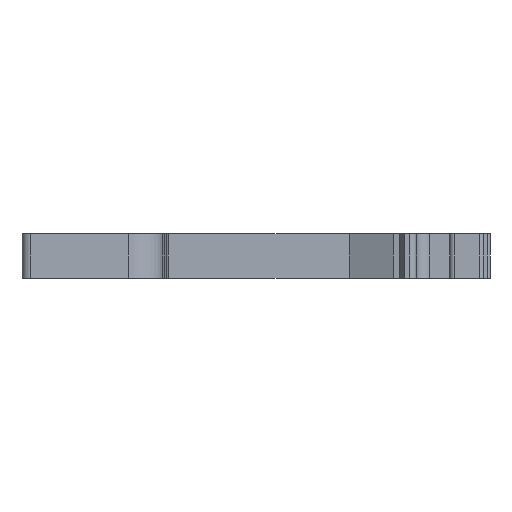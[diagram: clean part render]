
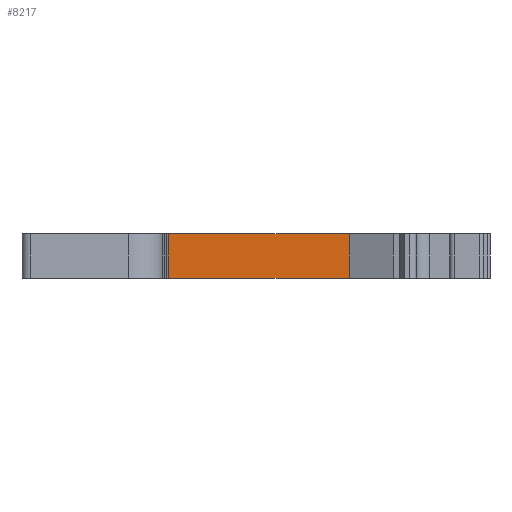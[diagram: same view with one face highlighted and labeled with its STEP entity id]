
A CAD part, front view. The second image highlights one B-rep face of the part: STEP entity #8217.
In plain terms, the highlighted planar face has unit normal (0, -1, 0).
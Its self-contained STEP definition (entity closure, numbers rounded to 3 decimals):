
#1062=ORIENTED_EDGE('',*,*,#3115,.F.);
#1063=ORIENTED_EDGE('',*,*,#3206,.F.);
#1064=ORIENTED_EDGE('',*,*,#3358,.T.);
#1065=ORIENTED_EDGE('',*,*,#3387,.F.);
#3115=EDGE_CURVE('',#4349,#4350,#5167,.T.);
#3206=EDGE_CURVE('',#4437,#4349,#5223,.T.);
#3358=EDGE_CURVE('',#4437,#4549,#5341,.T.);
#3387=EDGE_CURVE('',#4350,#4549,#5364,.T.);
#4349=VERTEX_POINT('',#12053);
#4350=VERTEX_POINT('',#12055);
#4437=VERTEX_POINT('',#12235);
#4549=VERTEX_POINT('',#12534);
#5167=LINE('',#12054,#6125);
#5223=LINE('',#12234,#6181);
#5341=LINE('',#12535,#6299);
#5364=LINE('',#12593,#6322);
#6125=VECTOR('',#9555,1000.);
#6181=VECTOR('',#9685,1000.);
#6299=VECTOR('',#9943,1000.);
#6322=VECTOR('',#10010,1000.);
#7022=EDGE_LOOP('',(#1062,#1063,#1064,#1065));
#7468=FACE_BOUND('',#7022,.T.);
#7896=PLANE('',#8782);
#8217=ADVANCED_FACE('',(#7468),#7896,.T.);
#8782=AXIS2_PLACEMENT_3D('',#12592,#10008,#10009);
#9555=DIRECTION('',(-1.,0.,0.));
#9685=DIRECTION('',(0.,0.,-1.));
#9943=DIRECTION('',(-1.,0.,0.));
#10008=DIRECTION('',(0.,-1.,0.));
#10009=DIRECTION('',(0.,0.,-1.));
#10010=DIRECTION('',(0.,0.,1.));
#12053=CARTESIAN_POINT('',(10.573,-11.25,0.));
#12054=CARTESIAN_POINT('',(15.,-11.25,0.));
#12055=CARTESIAN_POINT('',(-9.912,-11.25,0.));
#12234=CARTESIAN_POINT('',(10.573,-11.25,3.35));
#12235=CARTESIAN_POINT('',(10.573,-11.25,5.));
#12534=CARTESIAN_POINT('',(-9.912,-11.25,5.));
#12535=CARTESIAN_POINT('',(15.,-11.25,5.));
#12592=CARTESIAN_POINT('',(15.,-11.25,5.));
#12593=CARTESIAN_POINT('',(-9.912,-11.25,-58.41));
